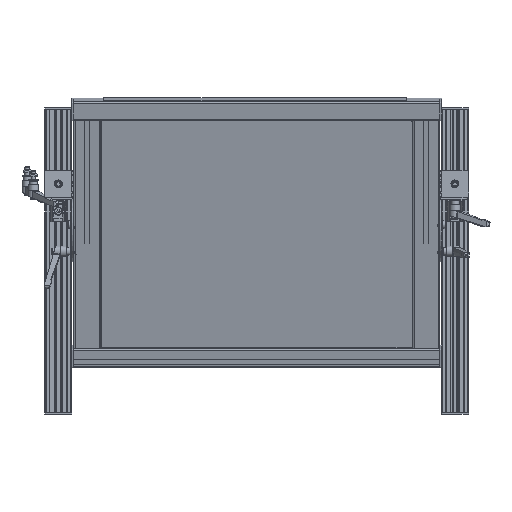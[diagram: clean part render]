
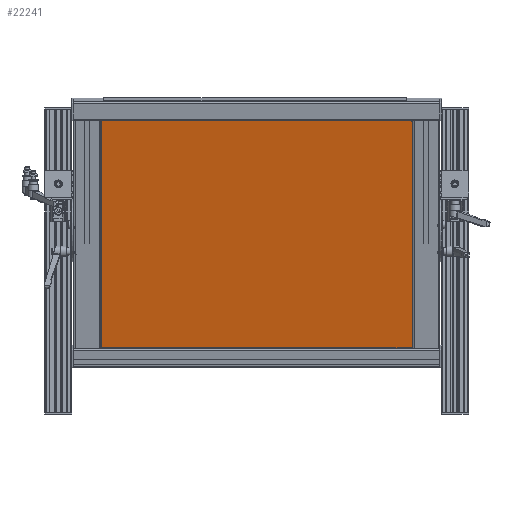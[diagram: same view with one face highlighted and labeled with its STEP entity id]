
A CAD part, left-side view. The second image highlights one B-rep face of the part: STEP entity #22241.
In plain terms, the highlighted face is planar.
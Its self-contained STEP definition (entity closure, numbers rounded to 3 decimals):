
#1620=CIRCLE('',#25022,2.);
#1621=CIRCLE('',#25025,2.);
#1622=CIRCLE('',#25028,2.);
#1623=CIRCLE('',#25031,2.);
#3225=FACE_OUTER_BOUND('',#4451,.T.);
#4451=EDGE_LOOP('',(#20326,#20327,#20328,#20329,#20330,#20331,#20332,#20333));
#6542=LINE('',#38523,#8659);
#6545=LINE('',#38531,#8662);
#6548=LINE('',#38539,#8665);
#6551=LINE('',#38546,#8668);
#8659=VECTOR('',#31483,10.);
#8662=VECTOR('',#31492,10.);
#8665=VECTOR('',#31501,10.);
#8668=VECTOR('',#31510,10.);
#10797=VERTEX_POINT('',#38516);
#10798=VERTEX_POINT('',#38517);
#10799=VERTEX_POINT('',#38522);
#10800=VERTEX_POINT('',#38526);
#10801=VERTEX_POINT('',#38530);
#10802=VERTEX_POINT('',#38534);
#10803=VERTEX_POINT('',#38538);
#10804=VERTEX_POINT('',#38542);
#13976=EDGE_CURVE('',#10797,#10798,#1620,.T.);
#13979=EDGE_CURVE('',#10798,#10799,#6542,.T.);
#13981=EDGE_CURVE('',#10799,#10800,#1621,.T.);
#13983=EDGE_CURVE('',#10800,#10801,#6545,.T.);
#13985=EDGE_CURVE('',#10801,#10802,#1622,.T.);
#13987=EDGE_CURVE('',#10802,#10803,#6548,.T.);
#13989=EDGE_CURVE('',#10803,#10804,#1623,.T.);
#13991=EDGE_CURVE('',#10804,#10797,#6551,.T.);
#20326=ORIENTED_EDGE('',*,*,#13976,.F.);
#20327=ORIENTED_EDGE('',*,*,#13991,.F.);
#20328=ORIENTED_EDGE('',*,*,#13989,.F.);
#20329=ORIENTED_EDGE('',*,*,#13987,.F.);
#20330=ORIENTED_EDGE('',*,*,#13985,.F.);
#20331=ORIENTED_EDGE('',*,*,#13983,.F.);
#20332=ORIENTED_EDGE('',*,*,#13981,.F.);
#20333=ORIENTED_EDGE('',*,*,#13979,.F.);
#21111=PLANE('',#25033);
#22241=ADVANCED_FACE('',(#3225),#21111,.T.);
#25022=AXIS2_PLACEMENT_3D('',#38518,#31477,#31478);
#25025=AXIS2_PLACEMENT_3D('',#38527,#31487,#31488);
#25028=AXIS2_PLACEMENT_3D('',#38535,#31496,#31497);
#25031=AXIS2_PLACEMENT_3D('',#38543,#31505,#31506);
#25033=AXIS2_PLACEMENT_3D('',#38547,#31511,#31512);
#31477=DIRECTION('center_axis',(0.,0.,-1.));
#31478=DIRECTION('ref_axis',(-1.,0.,0.));
#31483=DIRECTION('',(0.,-1.,0.));
#31487=DIRECTION('center_axis',(0.,0.,-1.));
#31488=DIRECTION('ref_axis',(0.,1.,0.));
#31492=DIRECTION('',(-1.,0.,0.));
#31496=DIRECTION('center_axis',(0.,0.,-1.));
#31497=DIRECTION('ref_axis',(1.,0.,0.));
#31501=DIRECTION('',(0.,1.,0.));
#31505=DIRECTION('center_axis',(0.,0.,-1.));
#31506=DIRECTION('ref_axis',(0.,-1.,0.));
#31510=DIRECTION('',(1.,0.,0.));
#31511=DIRECTION('center_axis',(0.,0.,1.));
#31512=DIRECTION('ref_axis',(1.,0.,0.));
#38516=CARTESIAN_POINT('',(190.5,257.,1.));
#38517=CARTESIAN_POINT('',(192.5,255.,1.));
#38518=CARTESIAN_POINT('Origin',(190.5,255.,1.));
#38522=CARTESIAN_POINT('',(192.5,-255.,1.));
#38523=CARTESIAN_POINT('',(192.5,255.,1.));
#38526=CARTESIAN_POINT('',(190.5,-257.,1.));
#38527=CARTESIAN_POINT('Origin',(190.5,-255.,1.));
#38530=CARTESIAN_POINT('',(-190.5,-257.,1.));
#38531=CARTESIAN_POINT('',(190.5,-257.,1.));
#38534=CARTESIAN_POINT('',(-192.5,-255.,1.));
#38535=CARTESIAN_POINT('Origin',(-190.5,-255.,1.));
#38538=CARTESIAN_POINT('',(-192.5,255.,1.));
#38539=CARTESIAN_POINT('',(-192.5,-255.,1.));
#38542=CARTESIAN_POINT('',(-190.5,257.,1.));
#38543=CARTESIAN_POINT('Origin',(-190.5,255.,1.));
#38546=CARTESIAN_POINT('',(-190.5,257.,1.));
#38547=CARTESIAN_POINT('Origin',(0.,0.,
1.));
